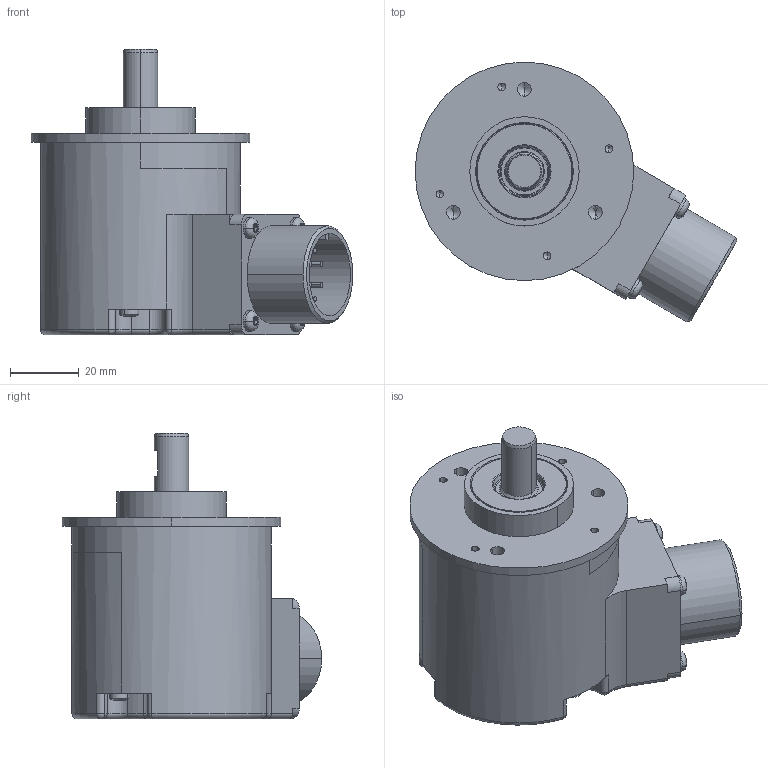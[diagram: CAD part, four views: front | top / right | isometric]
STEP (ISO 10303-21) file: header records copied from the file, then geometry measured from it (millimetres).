
FILE_DESCRIPTION((''),'2;1');
FILE_NAME('533465','2010-11-10T',('se2802'),(''),'PRO/ENGINEER BY PARAMETRIC TECHNOLOGY CORPORATION, 2010180','PRO/ENGINEER BY PARAMETRIC TECHNOLOGY CORPORATION, 2010180','');
FILE_SCHEMA(('CONFIG_CONTROL_DESIGN'));
Length unit declared in the file: millimetre
Products named in the file (1): 533465
Bounding box: 93.45 x 75.41 x 83 mm (x, y, z)
Volume: 184695.5 mm3; surface area: 27399.6 mm2
Topology: 1 solids, 2 shells, 1238 faces, 3318 edges, 2171 vertices
Faces by surface type: plane 566, extrusion 324, cylinder 267, torus 35, cone 26, sphere 12, bspline 8
Entity records: 42535 total; most frequent: CARTESIAN_POINT 12375, ORIENTED_EDGE 6608, DIRECTION 5487, EDGE_CURVE 3304, VERTEX_POINT 2171, VECTOR 2041, AXIS2_PLACEMENT_3D 1723, LINE 1717
